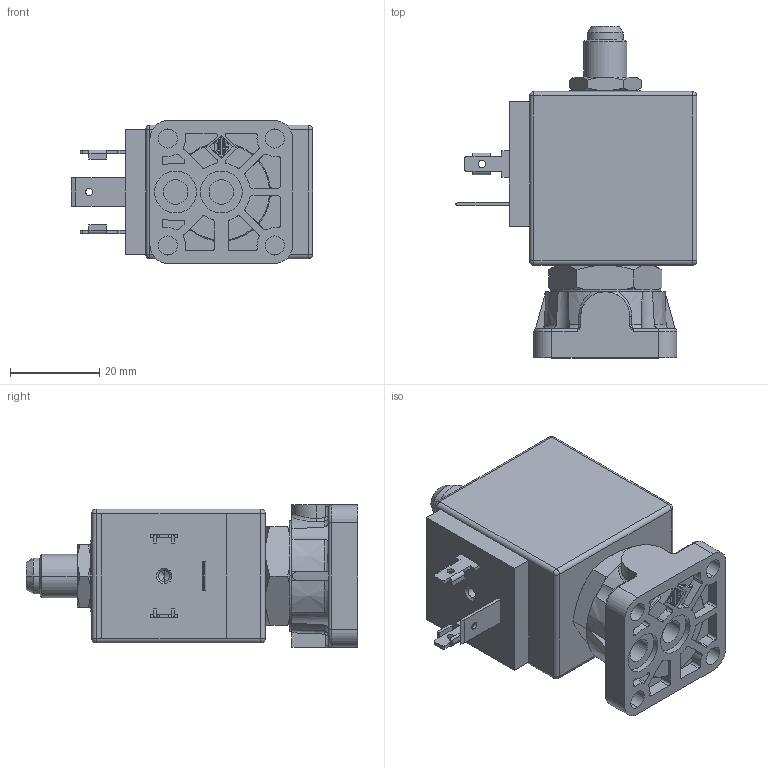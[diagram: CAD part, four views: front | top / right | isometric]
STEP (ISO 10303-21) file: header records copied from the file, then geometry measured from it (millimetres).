
FILE_DESCRIPTION((''),'2;1');
FILE_NAME('31APBA1R15_13T0_BDA_INGOMBRO','2016-10-12T',('manzoniste'),('O.D.E.'),'CREO PARAMETRIC BY PTC INC, 2016130','CREO PARAMETRIC BY PTC INC, 2016130','');
FILE_SCHEMA(('CONFIG_CONTROL_DESIGN'));
Length unit declared in the file: millimetre
Products named in the file (1): 31APBA1R15_13T0_BDA_INGOMBRO
Bounding box: 54.15 x 74.45 x 32 mm (x, y, z)
Volume: 44775.7 mm3; surface area: 20857 mm2
Topology: 1 solids, 4 shells, 551 faces, 1358 edges, 849 vertices
Faces by surface type: plane 225, cylinder 204, cone 67, torus 40, sphere 8, bspline 7
Entity records: 20486 total; most frequent: CARTESIAN_POINT 3794, DIRECTION 2839, ORIENTED_EDGE 2668, EDGE_CURVE 1356, AXIS2_PLACEMENT_3D 1073, PRESENTATION_STYLE_ASSIGNMENT 996, STYLED_ITEM 996, CURVE_STYLE 884
